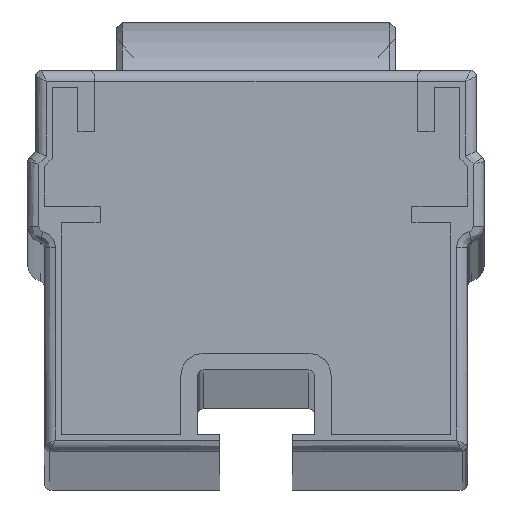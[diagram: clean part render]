
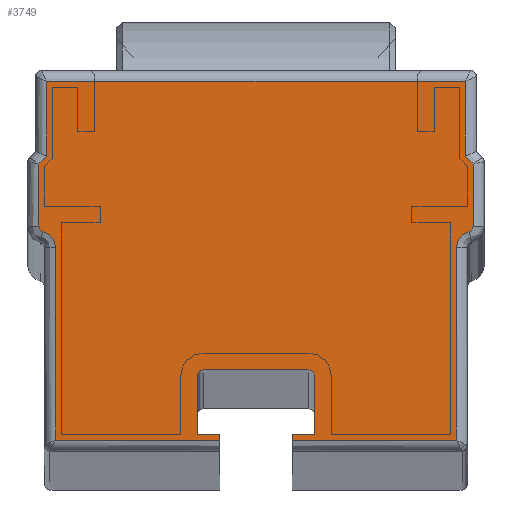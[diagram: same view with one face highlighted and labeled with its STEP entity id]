
A CAD part, top view. The second image highlights one B-rep face of the part: STEP entity #3749.
In plain terms, the highlighted planar face has unit normal (0, 0, 1).
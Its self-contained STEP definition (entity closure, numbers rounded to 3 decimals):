
#694=CIRCLE('',#4109,1.5);
#697=CIRCLE('',#4112,0.5);
#703=CIRCLE('',#4135,0.5);
#706=CIRCLE('',#4139,1.5);
#710=CIRCLE('',#4149,0.5);
#711=CIRCLE('',#4150,0.5);
#938=FACE_OUTER_BOUND('',#1114,.T.);
#1114=EDGE_LOOP('',(#3101,#3102,#3103,#3104,#3105,#3106,#3107,#3108,#3109,
#3110,#3111,#3112,#3113,#3114,#3115,#3116,#3117,#3118,#3119,#3120,#3121,
#3122,#3123,#3124));
#1360=LINE('',#6226,#1678);
#1363=LINE('',#6235,#1681);
#1364=LINE('',#6257,#1682);
#1366=LINE('',#6331,#1684);
#1369=LINE('',#6337,#1687);
#1370=LINE('',#6339,#1688);
#1372=LINE('',#6343,#1690);
#1375=LINE('',#6349,#1693);
#1377=LINE('',#6355,#1695);
#1378=LINE('',#6377,#1696);
#1381=LINE('',#6384,#1699);
#1386=LINE('',#6397,#1704);
#1389=LINE('',#6403,#1707);
#1390=LINE('',#6405,#1708);
#1391=LINE('',#6407,#1709);
#1392=LINE('',#6411,#1710);
#1393=LINE('',#6415,#1711);
#1394=LINE('',#6416,#1712);
#1678=VECTOR('',#4847,10.);
#1681=VECTOR('',#4856,10.);
#1682=VECTOR('',#4873,10.);
#1684=VECTOR('',#4897,10.);
#1687=VECTOR('',#4904,10.);
#1688=VECTOR('',#4907,10.);
#1690=VECTOR('',#4911,10.);
#1693=VECTOR('',#4918,10.);
#1695=VECTOR('',#4924,10.);
#1696=VECTOR('',#4941,10.);
#1699=VECTOR('',#4948,10.);
#1704=VECTOR('',#4961,10.);
#1707=VECTOR('',#4966,10.);
#1708=VECTOR('',#4967,10.);
#1709=VECTOR('',#4968,10.);
#1710=VECTOR('',#4971,10.);
#1711=VECTOR('',#4974,10.);
#1712=VECTOR('',#4975,10.);
#1968=VERTEX_POINT('',#6130);
#1972=VERTEX_POINT('',#6158);
#1975=VERTEX_POINT('',#6184);
#1979=VERTEX_POINT('',#6217);
#1982=VERTEX_POINT('',#6225);
#1985=VERTEX_POINT('',#6233);
#1987=VERTEX_POINT('',#6238);
#1989=VERTEX_POINT('',#6252);
#1992=VERTEX_POINT('',#6287);
#1997=VERTEX_POINT('',#6322);
#2000=VERTEX_POINT('',#6330);
#2002=VERTEX_POINT('',#6342);
#2005=VERTEX_POINT('',#6353);
#2007=VERTEX_POINT('',#6366);
#2009=VERTEX_POINT('',#6372);
#2011=VERTEX_POINT('',#6382);
#2015=VERTEX_POINT('',#6396);
#2017=VERTEX_POINT('',#6402);
#2018=VERTEX_POINT('',#6404);
#2019=VERTEX_POINT('',#6406);
#2020=VERTEX_POINT('',#6408);
#2021=VERTEX_POINT('',#6410);
#2022=VERTEX_POINT('',#6412);
#2023=VERTEX_POINT('',#6414);
#2352=EDGE_CURVE('',#1979,#1982,#1360,.T.);
#2357=EDGE_CURVE('',#1985,#1979,#1363,.T.);
#2359=EDGE_CURVE('',#1987,#1985,#694,.T.);
#2362=EDGE_CURVE('',#1989,#1987,#697,.T.);
#2364=EDGE_CURVE('',#1975,#1989,#1364,.T.);
#2376=EDGE_CURVE('',#1997,#2000,#1366,.T.);
#2380=EDGE_CURVE('',#2000,#1975,#1369,.T.);
#2381=EDGE_CURVE('',#1992,#1997,#1370,.T.);
#2383=EDGE_CURVE('',#1972,#2002,#1372,.T.);
#2387=EDGE_CURVE('',#2002,#1992,#1375,.T.);
#2390=EDGE_CURVE('',#2005,#1972,#1377,.T.);
#2392=EDGE_CURVE('',#2007,#2005,#703,.T.);
#2395=EDGE_CURVE('',#2009,#2007,#706,.T.);
#2397=EDGE_CURVE('',#1968,#2009,#1378,.T.);
#2401=EDGE_CURVE('',#2011,#1968,#1381,.T.);
#2407=EDGE_CURVE('',#2015,#1982,#1386,.T.);
#2410=EDGE_CURVE('',#2011,#2017,#1389,.T.);
#2411=EDGE_CURVE('',#2017,#2018,#1390,.T.);
#2412=EDGE_CURVE('',#2018,#2019,#1391,.T.);
#2413=EDGE_CURVE('',#2019,#2020,#710,.T.);
#2414=EDGE_CURVE('',#2020,#2021,#1392,.T.);
#2415=EDGE_CURVE('',#2021,#2022,#711,.T.);
#2416=EDGE_CURVE('',#2022,#2023,#1393,.T.);
#2417=EDGE_CURVE('',#2023,#2015,#1394,.T.);
#3101=ORIENTED_EDGE('',*,*,#2352,.F.);
#3102=ORIENTED_EDGE('',*,*,#2357,.F.);
#3103=ORIENTED_EDGE('',*,*,#2359,.F.);
#3104=ORIENTED_EDGE('',*,*,#2362,.F.);
#3105=ORIENTED_EDGE('',*,*,#2364,.F.);
#3106=ORIENTED_EDGE('',*,*,#2380,.F.);
#3107=ORIENTED_EDGE('',*,*,#2376,.F.);
#3108=ORIENTED_EDGE('',*,*,#2381,.F.);
#3109=ORIENTED_EDGE('',*,*,#2387,.F.);
#3110=ORIENTED_EDGE('',*,*,#2383,.F.);
#3111=ORIENTED_EDGE('',*,*,#2390,.F.);
#3112=ORIENTED_EDGE('',*,*,#2392,.F.);
#3113=ORIENTED_EDGE('',*,*,#2395,.F.);
#3114=ORIENTED_EDGE('',*,*,#2397,.F.);
#3115=ORIENTED_EDGE('',*,*,#2401,.F.);
#3116=ORIENTED_EDGE('',*,*,#2410,.T.);
#3117=ORIENTED_EDGE('',*,*,#2411,.T.);
#3118=ORIENTED_EDGE('',*,*,#2412,.T.);
#3119=ORIENTED_EDGE('',*,*,#2413,.T.);
#3120=ORIENTED_EDGE('',*,*,#2414,.T.);
#3121=ORIENTED_EDGE('',*,*,#2415,.T.);
#3122=ORIENTED_EDGE('',*,*,#2416,.T.);
#3123=ORIENTED_EDGE('',*,*,#2417,.T.);
#3124=ORIENTED_EDGE('',*,*,#2407,.T.);
#3616=PLANE('',#4148);
#3749=ADVANCED_FACE('',(#938),#3616,.T.);
#4109=AXIS2_PLACEMENT_3D('',#6240,#4861,#4862);
#4112=AXIS2_PLACEMENT_3D('',#6254,#4867,#4868);
#4135=AXIS2_PLACEMENT_3D('',#6368,#4927,#4928);
#4139=AXIS2_PLACEMENT_3D('',#6374,#4935,#4936);
#4148=AXIS2_PLACEMENT_3D('',#6401,#4964,#4965);
#4149=AXIS2_PLACEMENT_3D('',#6409,#4969,#4970);
#4150=AXIS2_PLACEMENT_3D('',#6413,#4972,#4973);
#4847=DIRECTION('',(-1.,0.,0.));
#4856=DIRECTION('',(0.,-1.,0.));
#4861=DIRECTION('center_axis',(0.,0.,1.));
#4862=DIRECTION('ref_axis',(-0.791,0.612,0.));
#4867=DIRECTION('center_axis',(0.,0.,-1.));
#4868=DIRECTION('ref_axis',(0.791,-0.612,0.));
#4873=DIRECTION('',(0.,-1.,0.));
#4897=DIRECTION('',(0.,-1.,0.));
#4904=DIRECTION('',(0.707,-0.707,0.));
#4907=DIRECTION('',(1.,0.,0.));
#4911=DIRECTION('',(0.707,0.707,0.));
#4918=DIRECTION('',(0.,1.,0.));
#4924=DIRECTION('',(0.,1.,0.));
#4927=DIRECTION('center_axis',(0.,0.,-1.));
#4928=DIRECTION('ref_axis',(-0.791,-0.612,0.));
#4935=DIRECTION('center_axis',(0.,0.,1.));
#4936=DIRECTION('ref_axis',(0.791,0.612,0.));
#4941=DIRECTION('',(0.,1.,0.));
#4948=DIRECTION('',(-1.,0.,0.));
#4961=DIRECTION('',(0.,-1.,0.));
#4964=DIRECTION('center_axis',(0.,0.,1.));
#4965=DIRECTION('ref_axis',(1.,0.,0.));
#4966=DIRECTION('',(0.,1.,0.));
#4967=DIRECTION('',(-1.,0.,0.));
#4968=DIRECTION('',(0.,1.,0.));
#4969=DIRECTION('center_axis',(0.,0.,-1.));
#4970=DIRECTION('ref_axis',(0.,1.,0.));
#4971=DIRECTION('',(1.,0.,0.));
#4972=DIRECTION('center_axis',(0.,0.,-1.));
#4973=DIRECTION('ref_axis',(1.,0.,0.));
#4974=DIRECTION('',(0.,-1.,0.));
#4975=DIRECTION('',(-1.,0.,0.));
#6130=CARTESIAN_POINT('',(-20.764,-17.118,2.5));
#6158=CARTESIAN_POINT('',(-22.264,7.667,2.5));
#6184=CARTESIAN_POINT('',(16.736,7.667,2.5));
#6217=CARTESIAN_POINT('',(15.236,-17.118,2.5));
#6225=CARTESIAN_POINT('',(0.486,-17.118,2.5));
#6226=CARTESIAN_POINT('',(-1.139,-17.118,2.5));
#6233=CARTESIAN_POINT('',(15.236,0.145,2.5));
#6235=CARTESIAN_POINT('',(15.236,-9.955,2.5));
#6238=CARTESIAN_POINT('',(16.361,1.598,2.5));
#6240=CARTESIAN_POINT('Origin',(16.736,0.145,2.5));
#6252=CARTESIAN_POINT('',(16.736,2.082,2.5));
#6254=CARTESIAN_POINT('Origin',(16.236,2.082,2.5));
#6257=CARTESIAN_POINT('',(16.736,-0.105,2.5));
#6287=CARTESIAN_POINT('',(-21.564,15.082,2.5));
#6322=CARTESIAN_POINT('',(16.036,15.082,2.5));
#6330=CARTESIAN_POINT('',(16.036,8.367,2.5));
#6331=CARTESIAN_POINT('',(16.036,3.245,2.5));
#6337=CARTESIAN_POINT('',(14.424,9.98,2.5));
#6339=CARTESIAN_POINT('',(6.886,15.082,2.5));
#6342=CARTESIAN_POINT('',(-21.564,8.367,2.5));
#6343=CARTESIAN_POINT('',(-19.675,10.256,2.5));
#6349=CARTESIAN_POINT('',(-21.564,6.645,2.5));
#6353=CARTESIAN_POINT('',(-22.264,2.082,2.5));
#6355=CARTESIAN_POINT('',(-22.264,2.792,2.5));
#6366=CARTESIAN_POINT('',(-21.889,1.598,2.5));
#6368=CARTESIAN_POINT('Origin',(-21.764,2.082,2.5));
#6372=CARTESIAN_POINT('',(-20.764,0.145,2.5));
#6374=CARTESIAN_POINT('Origin',(-22.264,0.145,2.5));
#6377=CARTESIAN_POINT('',(-20.764,-1.073,2.5));
#6382=CARTESIAN_POINT('',(-6.014,-17.118,2.5));
#6384=CARTESIAN_POINT('',(-12.014,-17.118,2.5));
#6396=CARTESIAN_POINT('',(0.486,-16.618,2.5));
#6397=CARTESIAN_POINT('',(0.486,-18.118,2.5));
#6401=CARTESIAN_POINT('Origin',(-2.764,-2.291,2.5));
#6402=CARTESIAN_POINT('',(-6.014,-16.618,2.5));
#6403=CARTESIAN_POINT('',(-6.014,-16.618,2.5));
#6404=CARTESIAN_POINT('',(-8.014,-16.618,2.5));
#6405=CARTESIAN_POINT('',(-8.014,-16.618,2.5));
#6406=CARTESIAN_POINT('',(-8.014,-11.318,2.5));
#6407=CARTESIAN_POINT('',(-8.014,-11.318,2.5));
#6408=CARTESIAN_POINT('',(-7.514,-10.818,2.5));
#6409=CARTESIAN_POINT('Origin',(-7.514,-11.318,2.5));
#6410=CARTESIAN_POINT('',(1.986,-10.818,2.5));
#6411=CARTESIAN_POINT('',(1.986,-10.818,2.5));
#6412=CARTESIAN_POINT('',(2.486,-11.318,2.5));
#6413=CARTESIAN_POINT('Origin',(1.986,-11.318,2.5));
#6414=CARTESIAN_POINT('',(2.486,-16.618,2.5));
#6415=CARTESIAN_POINT('',(2.486,-16.618,2.5));
#6416=CARTESIAN_POINT('',(0.486,-16.618,2.5));
